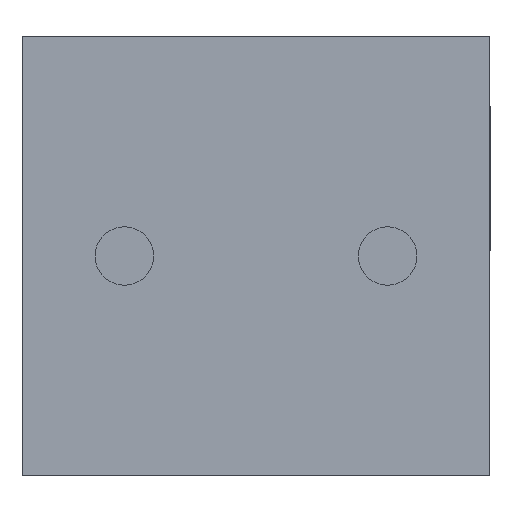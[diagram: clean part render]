
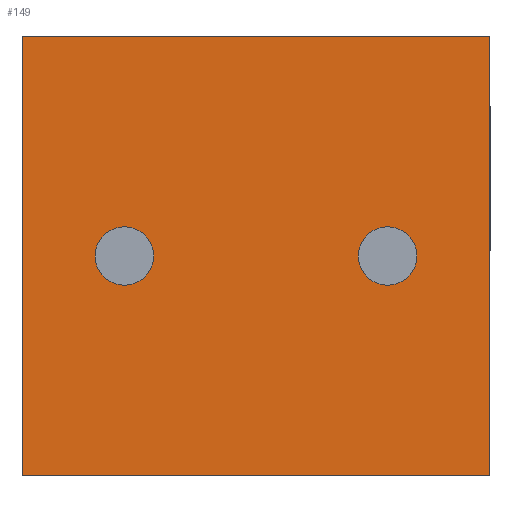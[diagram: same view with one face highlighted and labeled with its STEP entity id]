
A CAD part, front view. The second image highlights one B-rep face of the part: STEP entity #149.
In plain terms, the highlighted planar face has unit normal (0, -1, 0).
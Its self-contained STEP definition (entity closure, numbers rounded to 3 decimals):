
#1 = VERTEX_POINT ( 'NONE', #267 ) ;
#8 = ORIENTED_EDGE ( 'NONE', *, *, #611, .F. ) ;
#16 = ORIENTED_EDGE ( 'NONE', *, *, #1027, .F. ) ;
#17 = VERTEX_POINT ( 'NONE', #1164 ) ;
#50 = CIRCLE ( 'NONE', #599, 0.5 ) ;
#62 = VERTEX_POINT ( 'NONE', #1062 ) ;
#79 = CARTESIAN_POINT ( 'NONE',  ( 4., -4.5, -7.5 ) ) ;
#97 = AXIS2_PLACEMENT_3D ( 'NONE', #271, #672, #997 ) ;
#106 = CARTESIAN_POINT ( 'NONE',  ( -4., -4.5, -7.5 ) ) ;
#129 = EDGE_LOOP ( 'NONE', ( #16, #763 ) ) ;
#149 = ADVANCED_FACE ( 'NONE', ( #805, #908, #1309 ), #1211, .T. ) ;
#187 = AXIS2_PLACEMENT_3D ( 'NONE', #630, #1152, #1073 ) ;
#214 = CARTESIAN_POINT ( 'NONE',  ( -4., -4.5, -7.5 ) ) ;
#259 = CARTESIAN_POINT ( 'NONE',  ( 2.25, -4.5, -4.25 ) ) ;
#267 = CARTESIAN_POINT ( 'NONE',  ( -2.25, -4.5, -4.25 ) ) ;
#271 = CARTESIAN_POINT ( 'NONE',  ( 2.25, -4.5, -3.75 ) ) ;
#276 = EDGE_LOOP ( 'NONE', ( #904, #8 ) ) ;
#344 = CARTESIAN_POINT ( 'NONE',  ( 4., -4.5, -7.5 ) ) ;
#370 = VERTEX_POINT ( 'NONE', #428 ) ;
#378 = DIRECTION ( 'NONE',  ( 0., 0., -1. ) ) ;
#406 = AXIS2_PLACEMENT_3D ( 'NONE', #779, #1300, #793 ) ;
#414 = ORIENTED_EDGE ( 'NONE', *, *, #800, .F. ) ;
#426 = LINE ( 'NONE', #344, #513 ) ;
#428 = CARTESIAN_POINT ( 'NONE',  ( -2.25, -4.5, -3.25 ) ) ;
#491 = EDGE_CURVE ( 'NONE', #1266, #964, #543, .T. ) ;
#502 = EDGE_CURVE ( 'NONE', #964, #62, #426, .T. ) ;
#510 = LINE ( 'NONE', #214, #801 ) ;
#513 = VECTOR ( 'NONE', #842, 1000. ) ;
#534 = CIRCLE ( 'NONE', #187, 0.5 ) ;
#543 = LINE ( 'NONE', #866, #1281 ) ;
#544 = LINE ( 'NONE', #962, #1268 ) ;
#599 = AXIS2_PLACEMENT_3D ( 'NONE', #791, #888, #378 ) ;
#611 = EDGE_CURVE ( 'NONE', #1, #370, #1000, .T. ) ;
#630 = CARTESIAN_POINT ( 'NONE',  ( 2.25, -4.5, -3.75 ) ) ;
#672 = DIRECTION ( 'NONE',  ( 0., -1., 0. ) ) ;
#679 = DIRECTION ( 'NONE',  ( 0., -1., 0. ) ) ;
#717 = DIRECTION ( 'NONE',  ( 0., 0., 1. ) ) ;
#748 = EDGE_CURVE ( 'NONE', #370, #1, #50, .T. ) ;
#763 = ORIENTED_EDGE ( 'NONE', *, *, #941, .F. ) ;
#769 = CARTESIAN_POINT ( 'NONE',  ( 4., -4.5, -7.5 ) ) ;
#779 = CARTESIAN_POINT ( 'NONE',  ( -2.25, -4.5, -3.75 ) ) ;
#791 = CARTESIAN_POINT ( 'NONE',  ( -2.25, -4.5, -3.75 ) ) ;
#793 = DIRECTION ( 'NONE',  ( 0., 0., -1. ) ) ;
#800 = EDGE_CURVE ( 'NONE', #1266, #17, #510, .T. ) ;
#801 = VECTOR ( 'NONE', #717, 1000. ) ;
#805 = FACE_BOUND ( 'NONE', #129, .T. ) ;
#810 = AXIS2_PLACEMENT_3D ( 'NONE', #79, #679, #1092 ) ;
#842 = DIRECTION ( 'NONE',  ( 0., 0., 1. ) ) ;
#865 = CARTESIAN_POINT ( 'NONE',  ( 2.25, -4.5, -3.25 ) ) ;
#866 = CARTESIAN_POINT ( 'NONE',  ( 4., -4.5, -7.5 ) ) ;
#870 = ORIENTED_EDGE ( 'NONE', *, *, #1129, .F. ) ;
#878 = ORIENTED_EDGE ( 'NONE', *, *, #502, .T. ) ;
#888 = DIRECTION ( 'NONE',  ( 0., -1., 0. ) ) ;
#904 = ORIENTED_EDGE ( 'NONE', *, *, #748, .F. ) ;
#908 = FACE_BOUND ( 'NONE', #276, .T. ) ;
#909 = VERTEX_POINT ( 'NONE', #865 ) ;
#917 = VERTEX_POINT ( 'NONE', #259 ) ;
#941 = EDGE_CURVE ( 'NONE', #917, #909, #534, .T. ) ;
#951 = DIRECTION ( 'NONE',  ( 1., 0., 0. ) ) ;
#962 = CARTESIAN_POINT ( 'NONE',  ( 4., -4.5, 0. ) ) ;
#964 = VERTEX_POINT ( 'NONE', #769 ) ;
#997 = DIRECTION ( 'NONE',  ( 0., 0., -1. ) ) ;
#1000 = CIRCLE ( 'NONE', #406, 0.5 ) ;
#1027 = EDGE_CURVE ( 'NONE', #909, #917, #1258, .T. ) ;
#1062 = CARTESIAN_POINT ( 'NONE',  ( 4., -4.5, 0. ) ) ;
#1065 = DIRECTION ( 'NONE',  ( 1., 0., 0. ) ) ;
#1069 = ORIENTED_EDGE ( 'NONE', *, *, #491, .T. ) ;
#1073 = DIRECTION ( 'NONE',  ( 0., 0., -1. ) ) ;
#1092 = DIRECTION ( 'NONE',  ( 0., 0., -1. ) ) ;
#1112 = EDGE_LOOP ( 'NONE', ( #870, #414, #1069, #878 ) ) ;
#1129 = EDGE_CURVE ( 'NONE', #17, #62, #544, .T. ) ;
#1152 = DIRECTION ( 'NONE',  ( 0., -1., 0. ) ) ;
#1164 = CARTESIAN_POINT ( 'NONE',  ( -4., -4.5, 0. ) ) ;
#1211 = PLANE ( 'NONE',  #810 ) ;
#1258 = CIRCLE ( 'NONE', #97, 0.5 ) ;
#1266 = VERTEX_POINT ( 'NONE', #106 ) ;
#1268 = VECTOR ( 'NONE', #951, 1000. ) ;
#1281 = VECTOR ( 'NONE', #1065, 1000. ) ;
#1300 = DIRECTION ( 'NONE',  ( 0., -1., 0. ) ) ;
#1309 = FACE_OUTER_BOUND ( 'NONE', #1112, .T. ) ;
